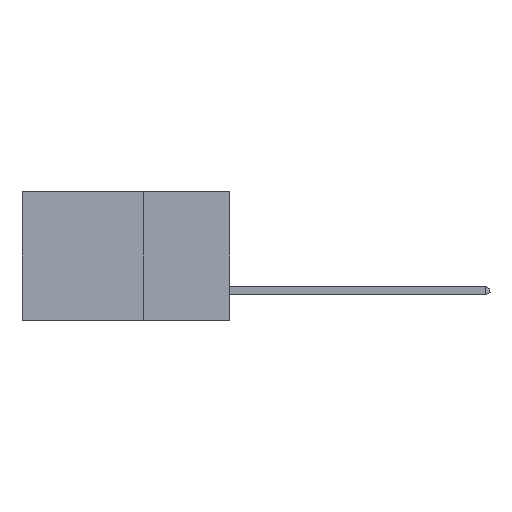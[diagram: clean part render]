
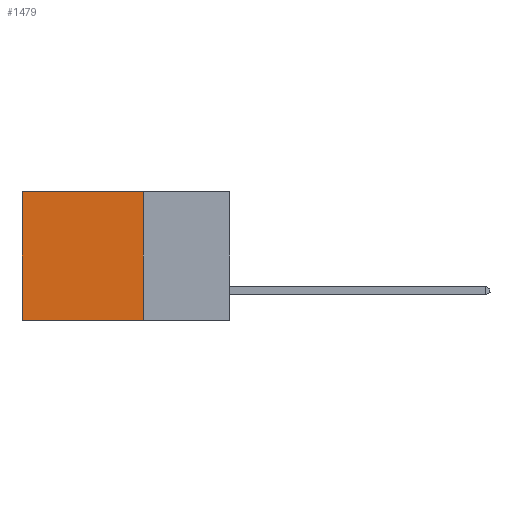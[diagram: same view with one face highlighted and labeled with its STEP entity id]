
A CAD part, left-side view. The second image highlights one B-rep face of the part: STEP entity #1479.
In plain terms, the highlighted planar face has unit normal (-1, 0, 0).
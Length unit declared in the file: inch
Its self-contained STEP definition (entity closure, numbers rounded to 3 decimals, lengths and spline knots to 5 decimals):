
#31 = ORIENTED_EDGE ( 'NONE', *, *, #8873, .F. ) ;
#588 = FACE_OUTER_BOUND ( 'NONE', #10919, .T. ) ;
#783 = LINE ( 'NONE', #8423, #5939 ) ;
#971 = VERTEX_POINT ( 'NONE', #8088 ) ;
#1192 = LINE ( 'NONE', #8548, #12307 ) ;
#1246 = CARTESIAN_POINT ( 'NONE',  ( 0.298, 0.6, -0.37 ) ) ;
#1479 = ADVANCED_FACE ( 'NONE', ( #588 ), #4018, .F. ) ;
#1673 = DIRECTION ( 'NONE',  ( 0., 0., -1. ) ) ;
#4018 = PLANE ( 'NONE',  #7130 ) ;
#4397 = LINE ( 'NONE', #9536, #5261 ) ;
#4698 = EDGE_CURVE ( 'NONE', #5485, #971, #14273, .T. ) ;
#5045 = DIRECTION ( 'NONE',  ( 1., 0., 0. ) ) ;
#5261 = VECTOR ( 'NONE', #11673, 39.37008 ) ;
#5485 = VERTEX_POINT ( 'NONE', #6631 ) ;
#5646 = CARTESIAN_POINT ( 'NONE',  ( 0.298, 0.6, 0. ) ) ;
#5699 = EDGE_CURVE ( 'NONE', #14270, #12155, #1192, .T. ) ;
#5904 = ORIENTED_EDGE ( 'NONE', *, *, #4698, .F. ) ;
#5939 = VECTOR ( 'NONE', #9546, 39.37008 ) ;
#6202 = DIRECTION ( 'NONE',  ( 0., 0., -1. ) ) ;
#6631 = CARTESIAN_POINT ( 'NONE',  ( 0.298, 0.25, 0. ) ) ;
#6697 = DIRECTION ( 'NONE',  ( 0., 0., -1. ) ) ;
#7130 = AXIS2_PLACEMENT_3D ( 'NONE', #14194, #5045, #6202 ) ;
#7384 = ORIENTED_EDGE ( 'NONE', *, *, #5699, .T. ) ;
#8088 = CARTESIAN_POINT ( 'NONE',  ( 0.298, 0.25, -0.37 ) ) ;
#8423 = CARTESIAN_POINT ( 'NONE',  ( 0.298, 0.25, 0. ) ) ;
#8548 = CARTESIAN_POINT ( 'NONE',  ( 0.298, 0.6, 0. ) ) ;
#8801 = VECTOR ( 'NONE', #6697, 39.37008 ) ;
#8873 = EDGE_CURVE ( 'NONE', #971, #12155, #4397, .T. ) ;
#9536 = CARTESIAN_POINT ( 'NONE',  ( 0.298, 0.25, -0.37 ) ) ;
#9546 = DIRECTION ( 'NONE',  ( 0., 1., 0. ) ) ;
#10009 = CARTESIAN_POINT ( 'NONE',  ( 0.298, 0.25, 0. ) ) ;
#10919 = EDGE_LOOP ( 'NONE', ( #7384, #31, #5904, #13171 ) ) ;
#11433 = EDGE_CURVE ( 'NONE', #5485, #14270, #783, .T. ) ;
#11673 = DIRECTION ( 'NONE',  ( 0., 1., 0. ) ) ;
#12155 = VERTEX_POINT ( 'NONE', #1246 ) ;
#12307 = VECTOR ( 'NONE', #1673, 39.37008 ) ;
#13171 = ORIENTED_EDGE ( 'NONE', *, *, #11433, .T. ) ;
#14194 = CARTESIAN_POINT ( 'NONE',  ( 0.298, 0.25, 0. ) ) ;
#14270 = VERTEX_POINT ( 'NONE', #5646 ) ;
#14273 = LINE ( 'NONE', #10009, #8801 ) ;
